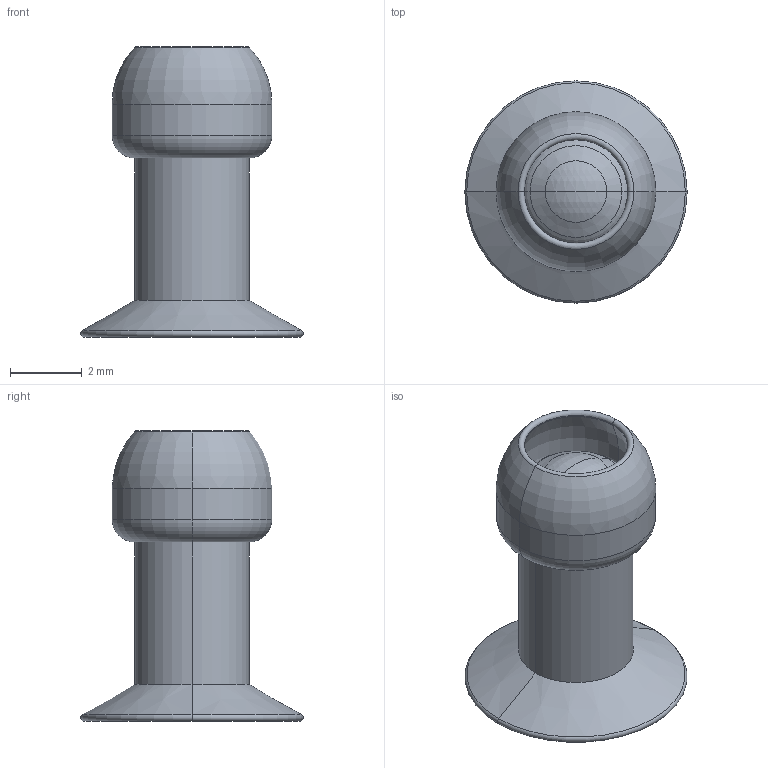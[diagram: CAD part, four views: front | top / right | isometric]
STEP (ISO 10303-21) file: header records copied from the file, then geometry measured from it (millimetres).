
FILE_DESCRIPTION (( 'STEP AP214' ), '1' );
FILE_NAME ('pop nit.STEP', '2021-03-31T10:43:03', ( '' ), ( '' ), 'SwSTEP 2.0', 'SolidWorks 2020', '' );
FILE_SCHEMA (( 'AUTOMOTIVE_DESIGN' ));
Length unit declared in the file: millimetre
Products named in the file (1): pop nit
Bounding box: 6.2 x 6.2 x 8.1 mm (x, y, z)
Volume: 85.3 mm3; surface area: 262.5 mm2
Topology: 3 solids, 3 shells, 47 faces, 90 edges, 48 vertices
Faces by surface type: torus 20, cylinder 10, cone 10, sphere 4, plane 3
Entity records: 1759 total; most frequent: DIRECTION 256, CARTESIAN_POINT 186, ORIENTED_EDGE 180, AXIS2_PLACEMENT_3D 118, EDGE_CURVE 90, CIRCLE 70, UNCERTAINTY_MEASURE_WITH_UNIT 52, PRESENTATION_LAYER_ASSIGNMENT 51
